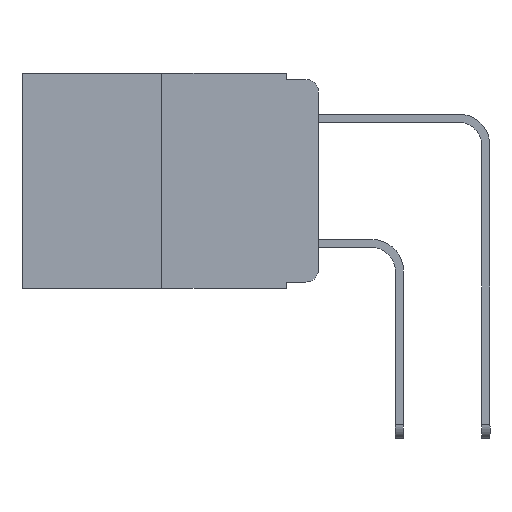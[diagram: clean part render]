
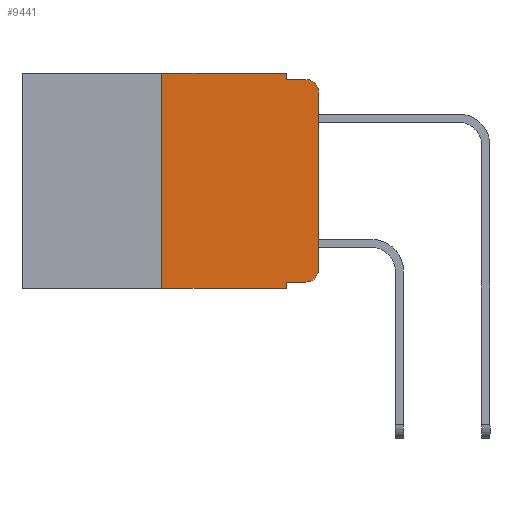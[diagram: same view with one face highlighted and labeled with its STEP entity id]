
A CAD part, left-side view. The second image highlights one B-rep face of the part: STEP entity #9441.
In plain terms, the highlighted planar face has unit normal (-1, 0, 0).
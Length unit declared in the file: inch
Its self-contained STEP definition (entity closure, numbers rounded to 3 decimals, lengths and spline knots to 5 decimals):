
#134 = CARTESIAN_POINT ( 'NONE',  ( 0., 0.051, -0.333 ) ) ;
#339 = DIRECTION ( 'NONE',  ( 1., 0., 0. ) ) ;
#345 = EDGE_LOOP ( 'NONE', ( #22964, #2074, #16159, #23893, #15299, #21000, #11450, #7431, #13048, #10182 ) ) ;
#657 = LINE ( 'NONE', #13718, #23463 ) ;
#798 = DIRECTION ( 'NONE',  ( 0., -1., 0. ) ) ;
#897 = CARTESIAN_POINT ( 'NONE',  ( 0., 0.051, -0.01 ) ) ;
#1502 = EDGE_CURVE ( 'NONE', #16607, #22999, #1909, .T. ) ;
#1669 = VERTEX_POINT ( 'NONE', #18999 ) ;
#1909 = CIRCLE ( 'NONE', #8121, 0.02 ) ;
#1948 = CARTESIAN_POINT ( 'NONE',  ( 0., 0.02, -0.313 ) ) ;
#1976 = CARTESIAN_POINT ( 'NONE',  ( 0., 0.051, -0.01 ) ) ;
#2057 = CARTESIAN_POINT ( 'NONE',  ( 0., 0.25, 0. ) ) ;
#2074 = ORIENTED_EDGE ( 'NONE', *, *, #1502, .T. ) ;
#2110 = CARTESIAN_POINT ( 'NONE',  ( 0., 0.051, 0. ) ) ;
#2658 = EDGE_CURVE ( 'NONE', #10832, #1669, #13174, .T. ) ;
#2739 = CARTESIAN_POINT ( 'NONE',  ( 0., 0.473, -0.343 ) ) ;
#3728 = DIRECTION ( 'NONE',  ( 0., 0., -1. ) ) ;
#3866 = LINE ( 'NONE', #11720, #17433 ) ;
#4020 = DIRECTION ( 'NONE',  ( -1., 0., 0. ) ) ;
#4347 = DIRECTION ( 'NONE',  ( 0., -1., 0. ) ) ;
#4809 = CARTESIAN_POINT ( 'NONE',  ( 0., 0.051, 0. ) ) ;
#5531 = CARTESIAN_POINT ( 'NONE',  ( 0., 0., -0.313 ) ) ;
#5688 = VERTEX_POINT ( 'NONE', #5531 ) ;
#5992 = DIRECTION ( 'NONE',  ( 0., 0., 1. ) ) ;
#6334 = VECTOR ( 'NONE', #13251, 39.37008 ) ;
#7255 = EDGE_CURVE ( 'NONE', #1669, #5688, #8994, .T. ) ;
#7387 = DIRECTION ( 'NONE',  ( -1., 0., 0. ) ) ;
#7431 = ORIENTED_EDGE ( 'NONE', *, *, #9936, .F. ) ;
#7815 = AXIS2_PLACEMENT_3D ( 'NONE', #1948, #4020, #11629 ) ;
#8121 = AXIS2_PLACEMENT_3D ( 'NONE', #22517, #7387, #20331 ) ;
#8199 = CARTESIAN_POINT ( 'NONE',  ( 0., 0., -0.03 ) ) ;
#8204 = LINE ( 'NONE', #21003, #19154 ) ;
#8232 = EDGE_CURVE ( 'NONE', #13904, #21665, #8204, .T. ) ;
#8607 = EDGE_CURVE ( 'NONE', #20408, #13904, #657, .T. ) ;
#8684 = EDGE_CURVE ( 'NONE', #18074, #22999, #22939, .T. ) ;
#8891 = CARTESIAN_POINT ( 'NONE',  ( 0., 0.25, -0.343 ) ) ;
#8994 = CIRCLE ( 'NONE', #7815, 0.02 ) ;
#9331 = EDGE_CURVE ( 'NONE', #21665, #18074, #12559, .T. ) ;
#9441 = ADVANCED_FACE ( 'NONE', ( #15227 ), #22613, .F. ) ;
#9562 = DIRECTION ( 'NONE',  ( 0., 0., 1. ) ) ;
#9890 = DIRECTION ( 'NONE',  ( 0., -1., 0. ) ) ;
#9936 = EDGE_CURVE ( 'NONE', #10832, #18659, #20396, .T. ) ;
#10182 = ORIENTED_EDGE ( 'NONE', *, *, #7255, .T. ) ;
#10832 = VERTEX_POINT ( 'NONE', #134 ) ;
#11450 = ORIENTED_EDGE ( 'NONE', *, *, #17686, .T. ) ;
#11629 = DIRECTION ( 'NONE',  ( 0., 0., -1. ) ) ;
#11720 = CARTESIAN_POINT ( 'NONE',  ( 0., 0., 0. ) ) ;
#11835 = VECTOR ( 'NONE', #17232, 39.37008 ) ;
#12017 = VECTOR ( 'NONE', #4347, 39.37008 ) ;
#12559 = LINE ( 'NONE', #20064, #13000 ) ;
#13000 = VECTOR ( 'NONE', #19946, 39.37008 ) ;
#13048 = ORIENTED_EDGE ( 'NONE', *, *, #2658, .T. ) ;
#13174 = LINE ( 'NONE', #20798, #12017 ) ;
#13251 = DIRECTION ( 'NONE',  ( 0., 0., -1. ) ) ;
#13718 = CARTESIAN_POINT ( 'NONE',  ( 0., 0.25, 0. ) ) ;
#13904 = VERTEX_POINT ( 'NONE', #2057 ) ;
#14124 = CARTESIAN_POINT ( 'NONE',  ( 0., 0.02, -0.01 ) ) ;
#15227 = FACE_OUTER_BOUND ( 'NONE', #345, .T. ) ;
#15299 = ORIENTED_EDGE ( 'NONE', *, *, #8232, .F. ) ;
#15419 = VECTOR ( 'NONE', #798, 39.37008 ) ;
#16159 = ORIENTED_EDGE ( 'NONE', *, *, #8684, .F. ) ;
#16607 = VERTEX_POINT ( 'NONE', #8199 ) ;
#16903 = CARTESIAN_POINT ( 'NONE',  ( 0., 0.473, 0. ) ) ;
#17232 = DIRECTION ( 'NONE',  ( 0., -1., 0. ) ) ;
#17256 = LINE ( 'NONE', #2739, #15419 ) ;
#17433 = VECTOR ( 'NONE', #9562, 39.37008 ) ;
#17686 = EDGE_CURVE ( 'NONE', #20408, #18659, #17256, .T. ) ;
#18074 = VERTEX_POINT ( 'NONE', #1976 ) ;
#18659 = VERTEX_POINT ( 'NONE', #18664 ) ;
#18664 = CARTESIAN_POINT ( 'NONE',  ( 0., 0.051, -0.343 ) ) ;
#18999 = CARTESIAN_POINT ( 'NONE',  ( 0., 0.02, -0.333 ) ) ;
#19154 = VECTOR ( 'NONE', #9890, 39.37008 ) ;
#19844 = EDGE_CURVE ( 'NONE', #5688, #16607, #3866, .T. ) ;
#19946 = DIRECTION ( 'NONE',  ( 0., 0., -1. ) ) ;
#20064 = CARTESIAN_POINT ( 'NONE',  ( 0., 0.051, 0. ) ) ;
#20331 = DIRECTION ( 'NONE',  ( 0., 0., -1. ) ) ;
#20396 = LINE ( 'NONE', #2110, #6334 ) ;
#20408 = VERTEX_POINT ( 'NONE', #8891 ) ;
#20798 = CARTESIAN_POINT ( 'NONE',  ( 0., 0.051, -0.333 ) ) ;
#21000 = ORIENTED_EDGE ( 'NONE', *, *, #8607, .F. ) ;
#21003 = CARTESIAN_POINT ( 'NONE',  ( 0., 0.473, 0. ) ) ;
#21665 = VERTEX_POINT ( 'NONE', #4809 ) ;
#22517 = CARTESIAN_POINT ( 'NONE',  ( 0., 0.02, -0.03 ) ) ;
#22613 = PLANE ( 'NONE',  #22700 ) ;
#22700 = AXIS2_PLACEMENT_3D ( 'NONE', #16903, #339, #3728 ) ;
#22939 = LINE ( 'NONE', #897, #11835 ) ;
#22964 = ORIENTED_EDGE ( 'NONE', *, *, #19844, .T. ) ;
#22999 = VERTEX_POINT ( 'NONE', #14124 ) ;
#23463 = VECTOR ( 'NONE', #5992, 39.37008 ) ;
#23893 = ORIENTED_EDGE ( 'NONE', *, *, #9331, .F. ) ;
